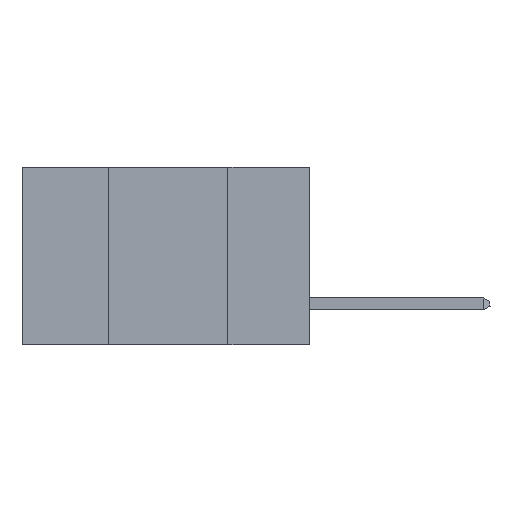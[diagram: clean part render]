
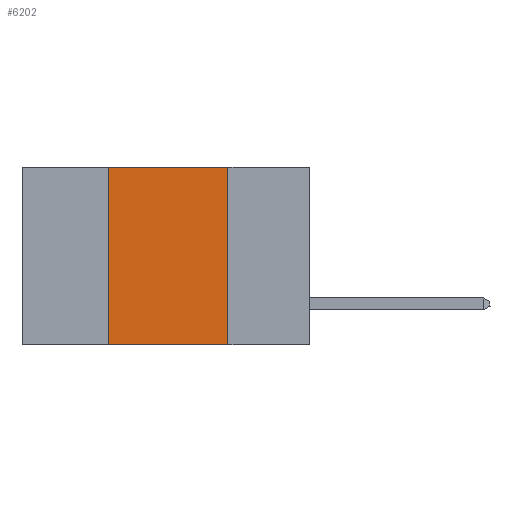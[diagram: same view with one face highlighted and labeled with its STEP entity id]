
A CAD part, left-side view. The second image highlights one B-rep face of the part: STEP entity #6202.
In plain terms, the highlighted planar face has unit normal (-1, 0, 0).
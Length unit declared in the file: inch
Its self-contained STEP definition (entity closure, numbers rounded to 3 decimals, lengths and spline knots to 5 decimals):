
#1148 = DIRECTION ( 'NONE',  ( 0., 0., -1. ) ) ;
#1307 = VECTOR ( 'NONE', #1148, 39.37008 ) ;
#1490 = LINE ( 'NONE', #9354, #10550 ) ;
#1516 = CARTESIAN_POINT ( 'NONE',  ( 0., 0.17, -0.37 ) ) ;
#1562 = AXIS2_PLACEMENT_3D ( 'NONE', #11673, #9138, #10561 ) ;
#1873 = LINE ( 'NONE', #2486, #14072 ) ;
#2486 = CARTESIAN_POINT ( 'NONE',  ( 0., 0.42, 0. ) ) ;
#2933 = ORIENTED_EDGE ( 'NONE', *, *, #3851, .T. ) ;
#3018 = FACE_OUTER_BOUND ( 'NONE', #11843, .T. ) ;
#3126 = DIRECTION ( 'NONE',  ( 0., -1., 0. ) ) ;
#3384 = EDGE_CURVE ( 'NONE', #9103, #4890, #1873, .T. ) ;
#3851 = EDGE_CURVE ( 'NONE', #9103, #8948, #5220, .T. ) ;
#4890 = VERTEX_POINT ( 'NONE', #14069 ) ;
#4990 = CARTESIAN_POINT ( 'NONE',  ( 0., 0.17, 0. ) ) ;
#5012 = ORIENTED_EDGE ( 'NONE', *, *, #3384, .F. ) ;
#5220 = LINE ( 'NONE', #12128, #5616 ) ;
#5616 = VECTOR ( 'NONE', #7007, 39.37008 ) ;
#6202 = ADVANCED_FACE ( 'NONE', ( #3018 ), #6660, .F. ) ;
#6660 = PLANE ( 'NONE',  #1562 ) ;
#6804 = CARTESIAN_POINT ( 'NONE',  ( 0., 0.17, 0. ) ) ;
#7007 = DIRECTION ( 'NONE',  ( 0., -1., 0. ) ) ;
#8493 = ORIENTED_EDGE ( 'NONE', *, *, #10563, .F. ) ;
#8948 = VERTEX_POINT ( 'NONE', #1516 ) ;
#9007 = LINE ( 'NONE', #4990, #1307 ) ;
#9103 = VERTEX_POINT ( 'NONE', #13485 ) ;
#9138 = DIRECTION ( 'NONE',  ( 1., 0., 0. ) ) ;
#9354 = CARTESIAN_POINT ( 'NONE',  ( 0., 0.6, 0. ) ) ;
#10277 = ORIENTED_EDGE ( 'NONE', *, *, #14640, .F. ) ;
#10550 = VECTOR ( 'NONE', #3126, 39.37008 ) ;
#10561 = DIRECTION ( 'NONE',  ( 0., 0., -1. ) ) ;
#10563 = EDGE_CURVE ( 'NONE', #4890, #13768, #1490, .T. ) ;
#11673 = CARTESIAN_POINT ( 'NONE',  ( 0., 0.6, 0. ) ) ;
#11843 = EDGE_LOOP ( 'NONE', ( #10277, #8493, #5012, #2933 ) ) ;
#12128 = CARTESIAN_POINT ( 'NONE',  ( 0., 0.6, -0.37 ) ) ;
#12620 = DIRECTION ( 'NONE',  ( 0., 0., 1. ) ) ;
#13485 = CARTESIAN_POINT ( 'NONE',  ( 0., 0.42, -0.37 ) ) ;
#13768 = VERTEX_POINT ( 'NONE', #6804 ) ;
#14069 = CARTESIAN_POINT ( 'NONE',  ( 0., 0.42, 0. ) ) ;
#14072 = VECTOR ( 'NONE', #12620, 39.37008 ) ;
#14640 = EDGE_CURVE ( 'NONE', #13768, #8948, #9007, .T. ) ;
